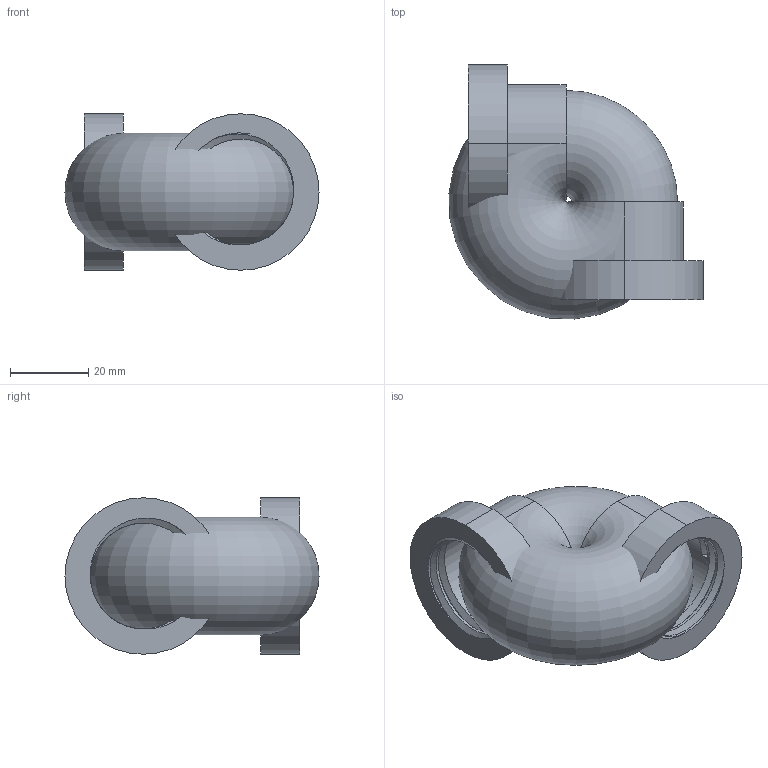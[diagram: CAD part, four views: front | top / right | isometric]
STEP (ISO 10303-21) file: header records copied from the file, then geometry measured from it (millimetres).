
FILE_DESCRIPTION (( 'STEP AP214' ), '1' );
FILE_NAME ('Pipe Elbow Design.STEP', '2024-09-02T17:31:35', ( '' ), ( '' ), 'SwSTEP 2.0', 'SolidWorks 2022', '' );
FILE_SCHEMA (( 'AUTOMOTIVE_DESIGN' ));
Length unit declared in the file: millimetre
Products named in the file (1): Pipe Elbow Design
Bounding box: 64.92 x 64.92 x 40 mm (x, y, z)
Volume: 46642.2 mm3; surface area: 21453.4 mm2
Topology: 1 solids, 1 shells, 35 faces, 94 edges, 61 vertices
Faces by surface type: cylinder 20, plane 6, bspline 6, torus 3
Entity records: 2314 total; most frequent: CARTESIAN_POINT 1493, ORIENTED_EDGE 184, DIRECTION 150, EDGE_CURVE 92, VERTEX_POINT 61, AXIS2_PLACEMENT_3D 61, EDGE_LOOP 39, ADVANCED_FACE 35
